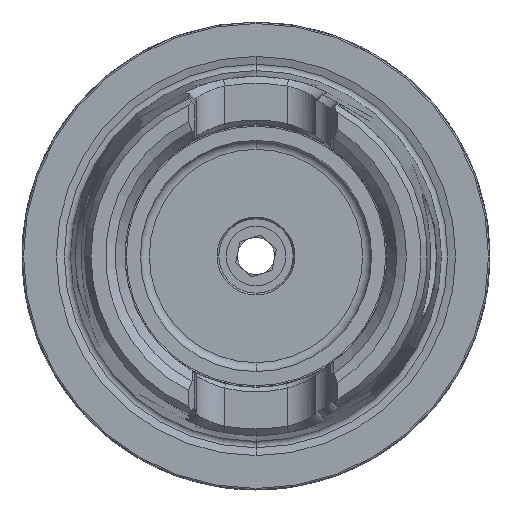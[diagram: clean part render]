
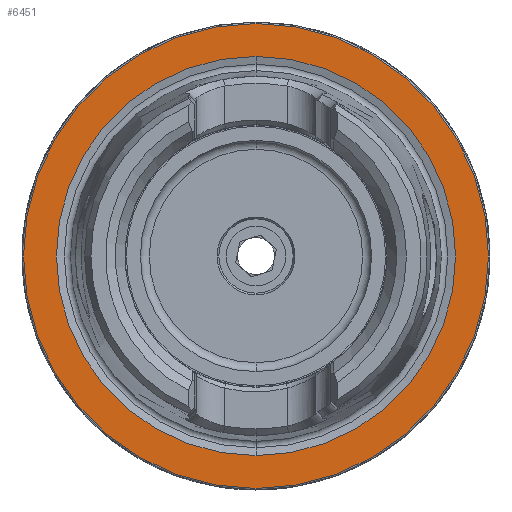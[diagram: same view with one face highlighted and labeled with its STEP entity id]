
A CAD part, left-side view. The second image highlights one B-rep face of the part: STEP entity #6451.
In plain terms, the highlighted planar face has unit normal (-1, 0, 0).
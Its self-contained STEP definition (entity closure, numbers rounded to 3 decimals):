
#100 = VERTEX_POINT ( 'NONE', #6599 ) ;
#137 = AXIS2_PLACEMENT_3D ( 'NONE', #1628, #8469, #2634 ) ;
#527 = AXIS2_PLACEMENT_3D ( 'NONE', #11082, #8139, #2295 ) ;
#855 = CIRCLE ( 'NONE', #7046, 26.85 ) ;
#1199 = EDGE_CURVE ( 'NONE', #4606, #100, #3066, .T. ) ;
#1339 = DIRECTION ( 'NONE',  ( -1., 0., 0. ) ) ;
#1628 = CARTESIAN_POINT ( 'NONE',  ( 0., 0., 0. ) ) ;
#1634 = CIRCLE ( 'NONE', #9779, 31.275 ) ;
#1763 = ORIENTED_EDGE ( 'NONE', *, *, #8428, .T. ) ;
#1992 = ORIENTED_EDGE ( 'NONE', *, *, #11202, .F. ) ;
#2295 = DIRECTION ( 'NONE',  ( 0., 0., -1. ) ) ;
#2460 = EDGE_LOOP ( 'NONE', ( #1992, #10187 ) ) ;
#2634 = DIRECTION ( 'NONE',  ( 0., 0., 1. ) ) ;
#2888 = CARTESIAN_POINT ( 'NONE',  ( 0., 0., -26.85 ) ) ;
#3066 = CIRCLE ( 'NONE', #9375, 26.85 ) ;
#3384 = CIRCLE ( 'NONE', #137, 31.275 ) ;
#3832 = CARTESIAN_POINT ( 'NONE',  ( 0., 0., 31.275 ) ) ;
#4020 = VERTEX_POINT ( 'NONE', #9761 ) ;
#4115 = CARTESIAN_POINT ( 'NONE',  ( 0., 0., 0. ) ) ;
#4179 = PLANE ( 'NONE',  #527 ) ;
#4606 = VERTEX_POINT ( 'NONE', #2888 ) ;
#5073 = DIRECTION ( 'NONE',  ( 0., 0., 1. ) ) ;
#5164 = FACE_OUTER_BOUND ( 'NONE', #10482, .T. ) ;
#5989 = EDGE_CURVE ( 'NONE', #4020, #8277, #3384, .T. ) ;
#6451 = ADVANCED_FACE ( 'NONE', ( #10400, #5164 ), #4179, .F. ) ;
#6599 = CARTESIAN_POINT ( 'NONE',  ( 0., 0., 26.85 ) ) ;
#7046 = AXIS2_PLACEMENT_3D ( 'NONE', #4115, #10977, #5073 ) ;
#7188 = CARTESIAN_POINT ( 'NONE',  ( 0., 0., 0. ) ) ;
#8139 = DIRECTION ( 'NONE',  ( 1., 0., 0. ) ) ;
#8174 = DIRECTION ( 'NONE',  ( 0., 0., 1. ) ) ;
#8277 = VERTEX_POINT ( 'NONE', #3832 ) ;
#8428 = EDGE_CURVE ( 'NONE', #8277, #4020, #1634, .T. ) ;
#8469 = DIRECTION ( 'NONE',  ( -1., 0., 0. ) ) ;
#9238 = CARTESIAN_POINT ( 'NONE',  ( 0., 0., 0. ) ) ;
#9375 = AXIS2_PLACEMENT_3D ( 'NONE', #9238, #12036, #11998 ) ;
#9761 = CARTESIAN_POINT ( 'NONE',  ( 0., 0., -31.275 ) ) ;
#9779 = AXIS2_PLACEMENT_3D ( 'NONE', #7188, #1339, #8174 ) ;
#10187 = ORIENTED_EDGE ( 'NONE', *, *, #1199, .F. ) ;
#10400 = FACE_BOUND ( 'NONE', #2460, .T. ) ;
#10482 = EDGE_LOOP ( 'NONE', ( #1763, #11766 ) ) ;
#10977 = DIRECTION ( 'NONE',  ( -1., 0., 0. ) ) ;
#11082 = CARTESIAN_POINT ( 'NONE',  ( 0., 31.275, 0. ) ) ;
#11202 = EDGE_CURVE ( 'NONE', #100, #4606, #855, .T. ) ;
#11766 = ORIENTED_EDGE ( 'NONE', *, *, #5989, .T. ) ;
#11998 = DIRECTION ( 'NONE',  ( 0., 0., 1. ) ) ;
#12036 = DIRECTION ( 'NONE',  ( -1., 0., 0. ) ) ;
